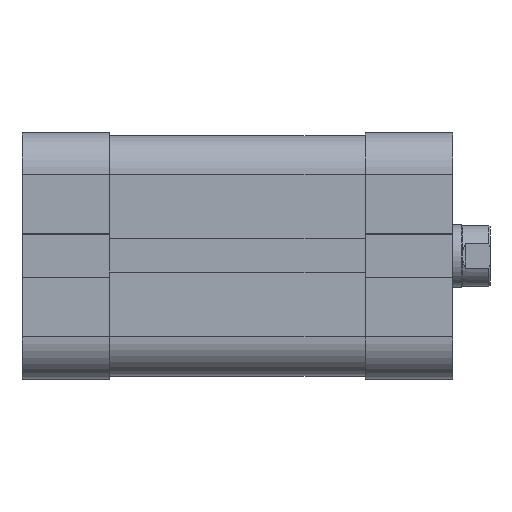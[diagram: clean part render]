
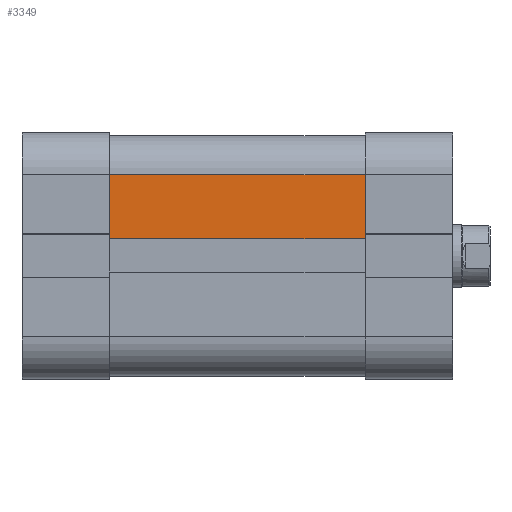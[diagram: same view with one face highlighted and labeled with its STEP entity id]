
A CAD part, top view. The second image highlights one B-rep face of the part: STEP entity #3349.
In plain terms, the highlighted face is planar.
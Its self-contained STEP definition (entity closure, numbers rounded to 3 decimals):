
#733 = EDGE_LOOP ( 'NONE', ( #2913, #2909, #2911, #2906 ) ) ;
#1070 = VERTEX_POINT ( 'NONE', #1473 ) ;
#1071 = VERTEX_POINT ( 'NONE', #1474 ) ;
#1072 = VERTEX_POINT ( 'NONE', #1475 ) ;
#1075 = VERTEX_POINT ( 'NONE', #1478 ) ;
#1473 = CARTESIAN_POINT ( 'NONE',  ( 6.25, 0., 0. ) ) ;
#1474 = CARTESIAN_POINT ( 'NONE',  ( 6.25, 0., -41. ) ) ;
#1475 = CARTESIAN_POINT ( 'NONE',  ( 16.55, 0., -41. ) ) ;
#1478 = CARTESIAN_POINT ( 'NONE',  ( 16.55, 0., 0. ) ) ;
#1739 = PLANE ( 'NONE',  #7325 ) ;
#1742 = CARTESIAN_POINT ( 'NONE',  ( 6.25, 0., -41. ) ) ;
#1751 = DIRECTION ( 'NONE',  ( 0., -1., 0. ) ) ;
#1752 = DIRECTION ( 'NONE',  ( 0., 0., -1. ) ) ;
#2906 = ORIENTED_EDGE ( 'NONE', *, *, #6737, .T. ) ;
#2909 = ORIENTED_EDGE ( 'NONE', *, *, #6740, .F. ) ;
#2911 = ORIENTED_EDGE ( 'NONE', *, *, #6736, .F. ) ;
#2913 = ORIENTED_EDGE ( 'NONE', *, *, #6732, .T. ) ;
#3057 = FACE_OUTER_BOUND ( 'NONE', #733, .T. ) ;
#3349 = ADVANCED_FACE ( 'NONE', ( #3057 ), #1739, .T. ) ;
#3971 = CARTESIAN_POINT ( 'NONE',  ( 16.55, 0., -41. ) ) ;
#3977 = DIRECTION ( 'NONE',  ( 0., 0., 1. ) ) ;
#3984 = CARTESIAN_POINT ( 'NONE',  ( 6.25, 0., -41. ) ) ;
#3986 = CARTESIAN_POINT ( 'NONE',  ( 6.25, 0., -41. ) ) ;
#3987 = DIRECTION ( 'NONE',  ( 0., 0., 1. ) ) ;
#3989 = DIRECTION ( 'NONE',  ( 1., 0., 0. ) ) ;
#3992 = CARTESIAN_POINT ( 'NONE',  ( 6.25, 0., 0. ) ) ;
#3995 = DIRECTION ( 'NONE',  ( 1., 0., 0. ) ) ;
#4926 = VECTOR ( 'NONE', #3977, 1000. ) ;
#4930 = LINE ( 'NONE', #3986, #4943 ) ;
#4933 = LINE ( 'NONE', #3971, #4926 ) ;
#4935 = LINE ( 'NONE', #3984, #4941 ) ;
#4941 = VECTOR ( 'NONE', #3987, 1000. ) ;
#4942 = LINE ( 'NONE', #3992, #4948 ) ;
#4943 = VECTOR ( 'NONE', #3989, 1000. ) ;
#4948 = VECTOR ( 'NONE', #3995, 1000. ) ;
#6732 = EDGE_CURVE ( 'NONE', #1072, #1075, #4933, .T. ) ;
#6736 = EDGE_CURVE ( 'NONE', #1071, #1070, #4935, .T. ) ;
#6737 = EDGE_CURVE ( 'NONE', #1071, #1072, #4930, .T. ) ;
#6740 = EDGE_CURVE ( 'NONE', #1070, #1075, #4942, .T. ) ;
#7325 = AXIS2_PLACEMENT_3D ( 'NONE', #1742, #1751, #1752 ) ;
